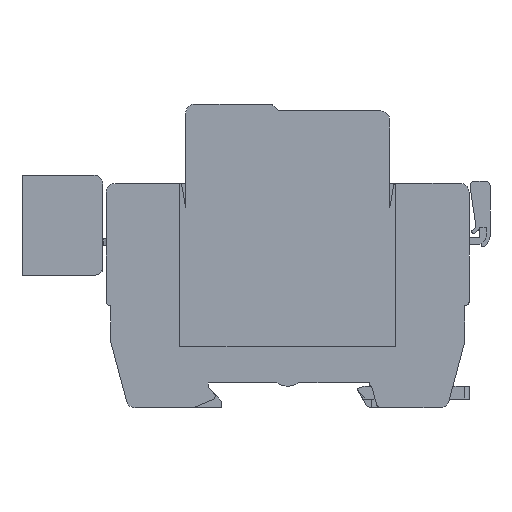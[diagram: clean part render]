
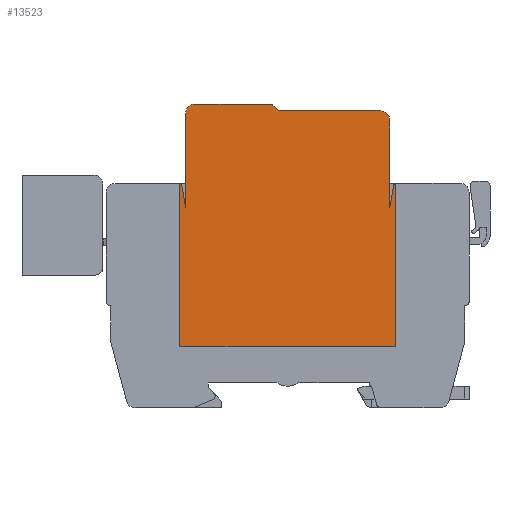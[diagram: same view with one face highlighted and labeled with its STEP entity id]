
A CAD part, left-side view. The second image highlights one B-rep face of the part: STEP entity #13523.
In plain terms, the highlighted planar face has unit normal (-1, 0, 0).
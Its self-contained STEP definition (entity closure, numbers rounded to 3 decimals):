
#338=CIRCLE('',#14304,2.);
#340=CIRCLE('',#14308,0.75);
#342=CIRCLE('',#14313,2.);
#343=CIRCLE('',#14317,0.5);
#347=CIRCLE('',#14322,0.5);
#1243=ORIENTED_EDGE('',*,*,#5100,.T.);
#1244=ORIENTED_EDGE('',*,*,#5098,.T.);
#1245=ORIENTED_EDGE('',*,*,#5095,.T.);
#1246=ORIENTED_EDGE('',*,*,#5092,.T.);
#1247=ORIENTED_EDGE('',*,*,#5089,.T.);
#1248=ORIENTED_EDGE('',*,*,#5086,.T.);
#1249=ORIENTED_EDGE('',*,*,#5083,.T.);
#1250=ORIENTED_EDGE('',*,*,#5080,.T.);
#1251=ORIENTED_EDGE('',*,*,#5073,.T.);
#1252=ORIENTED_EDGE('',*,*,#5119,.T.);
#1253=ORIENTED_EDGE('',*,*,#5116,.T.);
#1254=ORIENTED_EDGE('',*,*,#5107,.T.);
#1255=ORIENTED_EDGE('',*,*,#5227,.T.);
#1256=ORIENTED_EDGE('',*,*,#5228,.T.);
#1257=ORIENTED_EDGE('',*,*,#5224,.F.);
#5073=EDGE_CURVE('',#7122,#7121,#338,.T.);
#5080=EDGE_CURVE('',#7128,#7122,#8484,.T.);
#5083=EDGE_CURVE('',#7130,#7128,#340,.T.);
#5086=EDGE_CURVE('',#7132,#7130,#8488,.T.);
#5089=EDGE_CURVE('',#7134,#7132,#8491,.T.);
#5092=EDGE_CURVE('',#7136,#7134,#342,.T.);
#5095=EDGE_CURVE('',#7138,#7136,#8495,.T.);
#5098=EDGE_CURVE('',#7140,#7138,#8498,.T.);
#5100=EDGE_CURVE('',#7141,#7140,#343,.T.);
#5107=EDGE_CURVE('',#7147,#7148,#347,.T.);
#5116=EDGE_CURVE('',#7156,#7147,#8508,.T.);
#5119=EDGE_CURVE('',#7121,#7156,#8511,.T.);
#5224=EDGE_CURVE('',#7141,#7225,#8590,.T.);
#5227=EDGE_CURVE('',#7148,#7226,#8593,.T.);
#5228=EDGE_CURVE('',#7226,#7225,#8594,.T.);
#7121=VERTEX_POINT('',#19908);
#7122=VERTEX_POINT('',#19910);
#7128=VERTEX_POINT('',#19924);
#7130=VERTEX_POINT('',#19930);
#7132=VERTEX_POINT('',#19936);
#7134=VERTEX_POINT('',#19942);
#7136=VERTEX_POINT('',#19948);
#7138=VERTEX_POINT('',#19954);
#7140=VERTEX_POINT('',#19960);
#7141=VERTEX_POINT('',#19964);
#7147=VERTEX_POINT('',#19978);
#7148=VERTEX_POINT('',#19979);
#7156=VERTEX_POINT('',#19997);
#7225=VERTEX_POINT('',#20204);
#7226=VERTEX_POINT('',#20208);
#8484=LINE('',#19923,#9924);
#8488=LINE('',#19935,#9928);
#8491=LINE('',#19941,#9931);
#8495=LINE('',#19953,#9935);
#8498=LINE('',#19959,#9938);
#8508=LINE('',#19996,#9948);
#8511=LINE('',#20001,#9951);
#8590=LINE('',#20203,#10030);
#8593=LINE('',#20209,#10033);
#8594=LINE('',#20211,#10034);
#9924=VECTOR('',#15736,1000.);
#9928=VECTOR('',#15748,1000.);
#9931=VECTOR('',#15753,1000.);
#9935=VECTOR('',#15765,1000.);
#9938=VECTOR('',#15770,1000.);
#9948=VECTOR('',#15802,1000.);
#9951=VECTOR('',#15807,1000.);
#10030=VECTOR('',#15996,1000.);
#10033=VECTOR('',#16001,1000.);
#10034=VECTOR('',#16004,1000.);
#11363=EDGE_LOOP('',(#1243,#1244,#1245,#1246,#1247,#1248,#1249,#1250,#1251,
#1252,#1253,#1254,#1255,#1256,#1257));
#12195=FACE_BOUND('',#11363,.T.);
#13005=PLANE('',#14385);
#13523=ADVANCED_FACE('',(#12195),#13005,.T.);
#14304=AXIS2_PLACEMENT_3D('',#19909,#15726,#15727);
#14308=AXIS2_PLACEMENT_3D('',#19929,#15742,#15743);
#14313=AXIS2_PLACEMENT_3D('',#19947,#15759,#15760);
#14317=AXIS2_PLACEMENT_3D('',#19963,#15774,#15775);
#14322=AXIS2_PLACEMENT_3D('',#19977,#15787,#15788);
#14385=AXIS2_PLACEMENT_3D('',#20212,#16005,#16006);
#15726=DIRECTION('',(-1.,0.,0.));
#15727=DIRECTION('',(0.,0.,1.));
#15736=DIRECTION('',(0.,1.,0.));
#15742=DIRECTION('',(-1.,0.,0.));
#15743=DIRECTION('',(0.,0.,1.));
#15748=DIRECTION('',(0.,0.707,0.707));
#15753=DIRECTION('',(0.,1.,0.));
#15759=DIRECTION('',(-1.,0.,0.));
#15760=DIRECTION('',(0.,0.,1.));
#15765=DIRECTION('',(0.,0.,1.));
#15770=DIRECTION('',(0.,0.174,-0.985));
#15774=DIRECTION('',(-1.,0.,0.));
#15775=DIRECTION('',(0.,0.,1.));
#15787=DIRECTION('',(-1.,0.,0.));
#15788=DIRECTION('',(0.,0.,1.));
#15802=DIRECTION('',(0.,0.174,0.985));
#15807=DIRECTION('',(0.,0.,-1.));
#15996=DIRECTION('',(0.,0.,-1.));
#16001=DIRECTION('',(0.,0.,-1.));
#16004=DIRECTION('',(0.,-1.,0.));
#16005=DIRECTION('',(-1.,0.,0.));
#16006=DIRECTION('',(0.,0.,1.));
#19908=CARTESIAN_POINT('',(0.15,62.5,65.));
#19909=CARTESIAN_POINT('',(0.15,60.5,65.));
#19910=CARTESIAN_POINT('',(0.15,60.5,67.));
#19923=CARTESIAN_POINT('',(0.15,60.5,67.));
#19924=CARTESIAN_POINT('',(0.15,43.811,67.));
#19929=CARTESIAN_POINT('',(0.15,43.811,66.25));
#19930=CARTESIAN_POINT('',(0.15,43.281,66.78));
#19935=CARTESIAN_POINT('',(0.15,43.281,66.78));
#19936=CARTESIAN_POINT('',(0.15,42.,65.5));
#19941=CARTESIAN_POINT('',(0.15,42.,65.5));
#19942=CARTESIAN_POINT('',(0.15,19.5,65.5));
#19947=CARTESIAN_POINT('',(0.15,19.5,63.5));
#19948=CARTESIAN_POINT('',(0.15,17.5,63.5));
#19953=CARTESIAN_POINT('',(0.15,17.5,63.5));
#19954=CARTESIAN_POINT('',(0.15,17.5,44.2));
#19959=CARTESIAN_POINT('',(0.15,17.5,44.2));
#19960=CARTESIAN_POINT('',(0.15,16.638,49.087));
#19963=CARTESIAN_POINT('',(0.15,16.146,49.));
#19964=CARTESIAN_POINT('',(0.15,16.2,49.497));
#19977=CARTESIAN_POINT('',(0.15,63.854,49.));
#19978=CARTESIAN_POINT('',(0.15,63.362,49.087));
#19979=CARTESIAN_POINT('',(0.15,63.8,49.497));
#19996=CARTESIAN_POINT('',(0.15,63.362,49.087));
#19997=CARTESIAN_POINT('',(0.15,62.5,44.2));
#20001=CARTESIAN_POINT('',(0.15,62.5,44.2));
#20203=CARTESIAN_POINT('',(0.15,16.2,67.5));
#20204=CARTESIAN_POINT('',(0.15,16.2,13.5));
#20208=CARTESIAN_POINT('',(0.15,63.8,13.5));
#20209=CARTESIAN_POINT('',(0.15,63.8,67.5));
#20211=CARTESIAN_POINT('',(0.15,63.8,13.5));
#20212=CARTESIAN_POINT('',(0.15,63.8,67.5));
